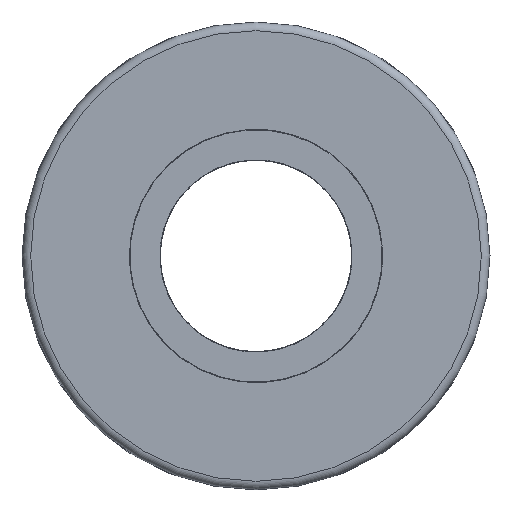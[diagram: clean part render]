
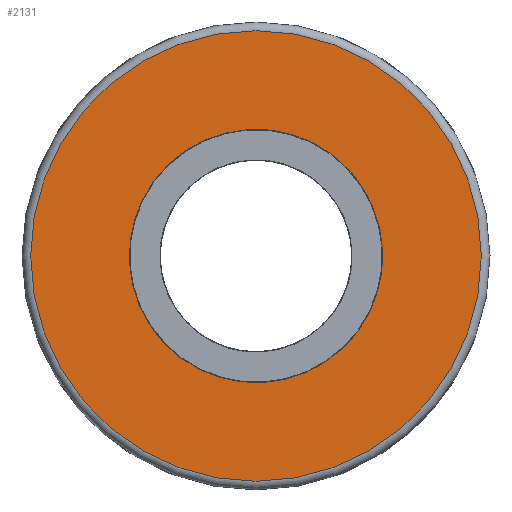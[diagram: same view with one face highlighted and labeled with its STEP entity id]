
A CAD part, left-side view. The second image highlights one B-rep face of the part: STEP entity #2131.
In plain terms, the highlighted planar face has unit normal (-1, 0, 0).
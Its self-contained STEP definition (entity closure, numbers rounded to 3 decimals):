
#55=PLANE('',#2485);
#106=FACE_BOUND('',#314,.T.);
#197=FACE_OUTER_BOUND('',#313,.T.);
#313=EDGE_LOOP('',(#1828,#1829));
#314=EDGE_LOOP('',(#1830,#1831));
#503=CIRCLE('',#2394,59.5);
#504=CIRCLE('',#2395,59.5);
#555=CIRCLE('',#2479,105.899);
#556=CIRCLE('',#2480,105.899);
#861=VERTEX_POINT('',#3780);
#862=VERTEX_POINT('',#3782);
#906=VERTEX_POINT('',#4015);
#907=VERTEX_POINT('',#4017);
#1143=EDGE_CURVE('',#861,#862,#503,.T.);
#1144=EDGE_CURVE('',#862,#861,#504,.T.);
#1232=EDGE_CURVE('',#906,#907,#555,.T.);
#1233=EDGE_CURVE('',#907,#906,#556,.T.);
#1828=ORIENTED_EDGE('',*,*,#1233,.F.);
#1829=ORIENTED_EDGE('',*,*,#1232,.F.);
#1830=ORIENTED_EDGE('',*,*,#1144,.F.);
#1831=ORIENTED_EDGE('',*,*,#1143,.F.);
#2131=ADVANCED_FACE('',(#197,#106),#55,.T.);
#2394=AXIS2_PLACEMENT_3D('',#3783,#3011,#3012);
#2395=AXIS2_PLACEMENT_3D('',#3784,#3013,#3014);
#2479=AXIS2_PLACEMENT_3D('',#4018,#3214,#3215);
#2480=AXIS2_PLACEMENT_3D('',#4019,#3216,#3217);
#2485=AXIS2_PLACEMENT_3D('',#4053,#3226,#3227);
#3011=DIRECTION('center_axis',(-1.,0.,0.));
#3012=DIRECTION('ref_axis',(0.,0.,-1.));
#3013=DIRECTION('center_axis',(-1.,0.,0.));
#3014=DIRECTION('ref_axis',(0.,0.,-1.));
#3214=DIRECTION('center_axis',(1.,0.,0.));
#3215=DIRECTION('ref_axis',(0.,-1.,0.));
#3216=DIRECTION('center_axis',(1.,0.,0.));
#3217=DIRECTION('ref_axis',(0.,-1.,0.));
#3226=DIRECTION('center_axis',(-1.,0.,0.));
#3227=DIRECTION('ref_axis',(0.,0.,1.));
#3780=CARTESIAN_POINT('',(-49.,4.214,59.351));
#3782=CARTESIAN_POINT('',(-49.,0.,59.5));
#3783=CARTESIAN_POINT('Origin',(-49.,0.,0.));
#3784=CARTESIAN_POINT('Origin',(-49.,0.,0.));
#4015=CARTESIAN_POINT('',(-49.,0.,105.899));
#4017=CARTESIAN_POINT('',(-49.,105.899,0.));
#4018=CARTESIAN_POINT('Origin',(-49.,0.,0.));
#4019=CARTESIAN_POINT('Origin',(-49.,0.,0.));
#4053=CARTESIAN_POINT('Origin',(-49.,109.88,0.));
